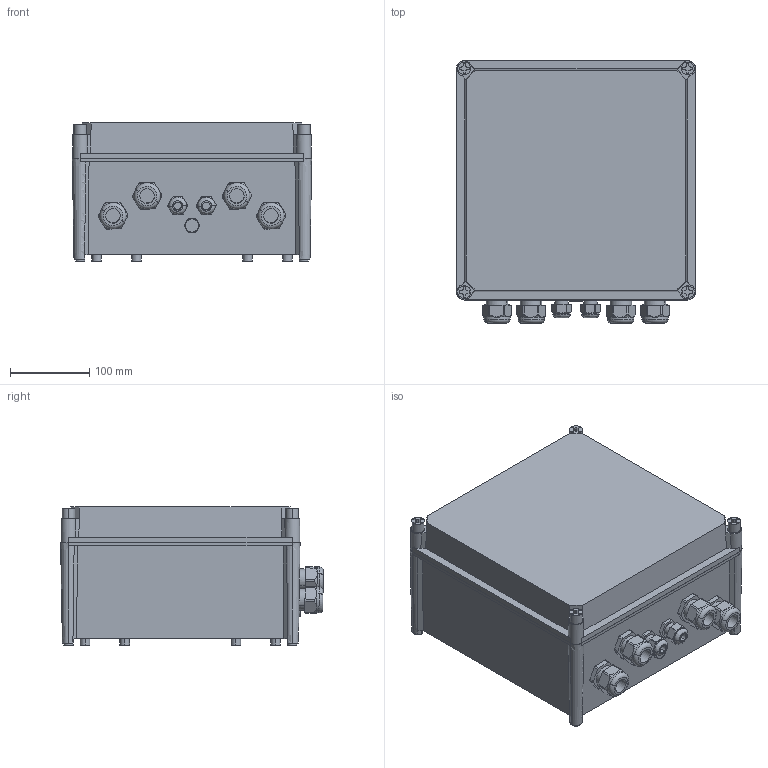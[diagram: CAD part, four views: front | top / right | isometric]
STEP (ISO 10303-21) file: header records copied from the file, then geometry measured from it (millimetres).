
FILE_DESCRIPTION(('CATIA V5 STEP Exchange','CAx-IF Rec.Pracs.--- Model Styling and Organization---1.4--- 2014-01-23'),'2;1');
FILE_NAME ('D1411907_3_2683230000_S3D_PVN1_F_M1_SX_CG.stp','2020-04-06T12:08:53+00:00',('none'),('Weidmueller'),'CATIA Version 5-6 Release 2016 SP3 HF44','CATIA V5 STEP AP214','none');
FILE_SCHEMA(('AUTOMOTIVE_DESIGN { 1 0 10303 214 1 1 1 1 }'));
Length unit declared in the file: millimetre
Products named in the file (1): 2683030000
Bounding box: 301.6 x 331 x 174 mm (x, y, z)
Volume: 13632766.4 mm3; surface area: 645410.9 mm2
Topology: 13 solids, 13 shells, 639 faces, 2080 edges, 1520 vertices
Faces by surface type: plane 303, cylinder 264, cone 56, torus 12, bspline 4
Entity records: 25499 total; most frequent: CARTESIAN_POINT 7603, ORIENTED_EDGE 4152, DIRECTION 2644, EDGE_CURVE 2076, VERTEX_POINT 1520, AXIS2_PLACEMENT_3D 1255, VECTOR 897, LINE 897
